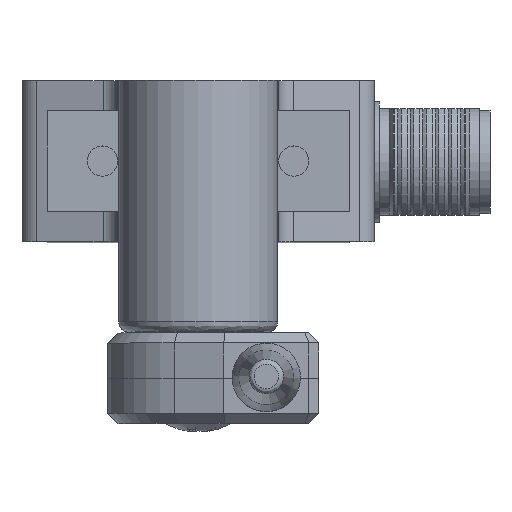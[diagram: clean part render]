
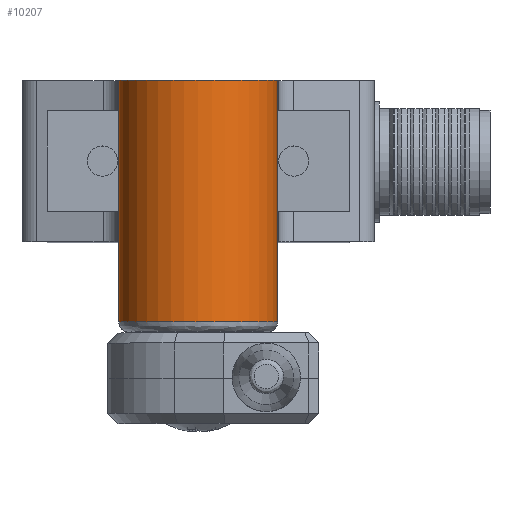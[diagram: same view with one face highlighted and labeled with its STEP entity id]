
A CAD part, top view. The second image highlights one B-rep face of the part: STEP entity #10207.
In plain terms, the highlighted cylindrical face has radius 7.9 mm (diameter 15.8 mm), a full revolution.
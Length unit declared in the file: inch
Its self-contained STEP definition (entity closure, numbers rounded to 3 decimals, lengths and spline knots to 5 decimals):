
#5 = CARTESIAN_POINT ( 'NONE',  ( -0.31102, 0., 0.70866 ) ) ;
#148 = CIRCLE ( 'NONE', #8167, 0.31102 ) ;
#263 = AXIS2_PLACEMENT_3D ( 'NONE', #4721, #5548, #3840 ) ;
#425 = DIRECTION ( 'NONE',  ( 1., 0., 0. ) ) ;
#598 = CARTESIAN_POINT ( 'NONE',  ( 0., 0., 0.70866 ) ) ;
#660 = ORIENTED_EDGE ( 'NONE', *, *, #3261, .T. ) ;
#806 = CIRCLE ( 'NONE', #263, 0.31102 ) ;
#983 = VERTEX_POINT ( 'NONE', #3822 ) ;
#1349 = CARTESIAN_POINT ( 'NONE',  ( 0., -0.62992, 0.70866 ) ) ;
#1480 = CIRCLE ( 'NONE', #11231, 0.31102 ) ;
#1533 = DIRECTION ( 'NONE',  ( 1., 0., 0. ) ) ;
#2530 = ORIENTED_EDGE ( 'NONE', *, *, #10384, .T. ) ;
#2600 = LINE ( 'NONE', #5, #7143 ) ;
#2713 = EDGE_LOOP ( 'NONE', ( #6693 ) ) ;
#3261 = EDGE_CURVE ( 'NONE', #3661, #983, #8937, .T. ) ;
#3442 = DIRECTION ( 'NONE',  ( 0., -1., 0. ) ) ;
#3661 = VERTEX_POINT ( 'NONE', #7660 ) ;
#3711 = ORIENTED_EDGE ( 'NONE', *, *, #5840, .T. ) ;
#3822 = CARTESIAN_POINT ( 'NONE',  ( 0.31102, 0., 0.70866 ) ) ;
#3840 = DIRECTION ( 'NONE',  ( 1., 0., 0. ) ) ;
#4022 = EDGE_LOOP ( 'NONE', ( #7410, #660, #3711, #2530 ) ) ;
#4615 = CARTESIAN_POINT ( 'NONE',  ( -0.31102, 0., 0.70866 ) ) ;
#4721 = CARTESIAN_POINT ( 'NONE',  ( 0., -0.94488, 0.70866 ) ) ;
#5174 = CYLINDRICAL_SURFACE ( 'NONE', #5591, 0.31102 ) ;
#5548 = DIRECTION ( 'NONE',  ( 0., 1., 0. ) ) ;
#5591 = AXIS2_PLACEMENT_3D ( 'NONE', #7045, #10691, #425 ) ;
#5840 = EDGE_CURVE ( 'NONE', #983, #10661, #148, .T. ) ;
#5902 = FACE_OUTER_BOUND ( 'NONE', #4022, .T. ) ;
#6152 = CARTESIAN_POINT ( 'NONE',  ( -0.31102, -0.62992, 0.70866 ) ) ;
#6693 = ORIENTED_EDGE ( 'NONE', *, *, #9815, .T. ) ;
#6986 = DIRECTION ( 'NONE',  ( 1., 0., 0. ) ) ;
#7045 = CARTESIAN_POINT ( 'NONE',  ( 0., 0., 0.70866 ) ) ;
#7070 = VERTEX_POINT ( 'NONE', #6152 ) ;
#7083 = DIRECTION ( 'NONE',  ( 0., 1., 0. ) ) ;
#7143 = VECTOR ( 'NONE', #3442, 39.37008 ) ;
#7302 = EDGE_CURVE ( 'NONE', #7070, #3661, #1480, .T. ) ;
#7410 = ORIENTED_EDGE ( 'NONE', *, *, #7302, .T. ) ;
#7660 = CARTESIAN_POINT ( 'NONE',  ( 0.31102, -0.62992, 0.70866 ) ) ;
#8167 = AXIS2_PLACEMENT_3D ( 'NONE', #598, #9747, #6986 ) ;
#8670 = CARTESIAN_POINT ( 'NONE',  ( 0.31102, -0.94488, 0.70866 ) ) ;
#8937 = LINE ( 'NONE', #11622, #9978 ) ;
#9623 = FACE_OUTER_BOUND ( 'NONE', #2713, .T. ) ;
#9747 = DIRECTION ( 'NONE',  ( 0., -1., 0. ) ) ;
#9815 = EDGE_CURVE ( 'NONE', #10559, #10559, #806, .T. ) ;
#9978 = VECTOR ( 'NONE', #7083, 39.37008 ) ;
#10207 = ADVANCED_FACE ( 'NONE', ( #5902, #9623 ), #5174, .T. ) ;
#10384 = EDGE_CURVE ( 'NONE', #10661, #7070, #2600, .T. ) ;
#10454 = DIRECTION ( 'NONE',  ( 0., -1., 0. ) ) ;
#10559 = VERTEX_POINT ( 'NONE', #8670 ) ;
#10661 = VERTEX_POINT ( 'NONE', #4615 ) ;
#10691 = DIRECTION ( 'NONE',  ( 0., -1., 0. ) ) ;
#11231 = AXIS2_PLACEMENT_3D ( 'NONE', #1349, #10454, #1533 ) ;
#11622 = CARTESIAN_POINT ( 'NONE',  ( 0.31102, 0., 0.70866 ) ) ;
